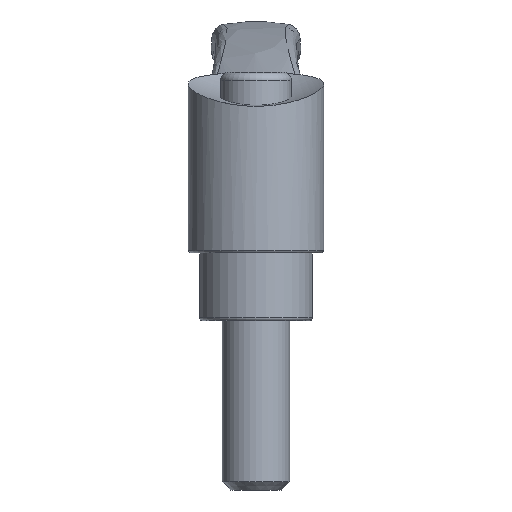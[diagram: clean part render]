
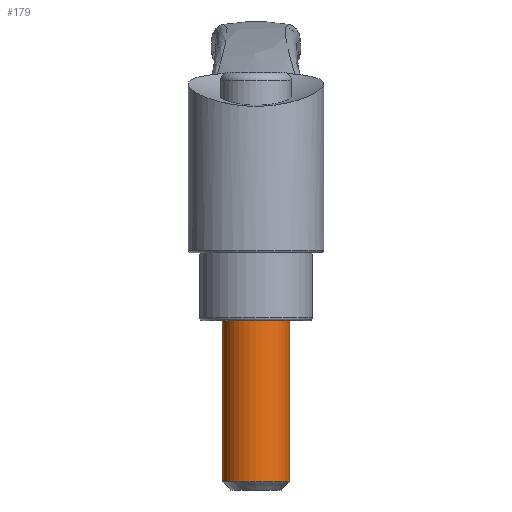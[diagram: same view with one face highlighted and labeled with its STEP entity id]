
A CAD part, left-side view. The second image highlights one B-rep face of the part: STEP entity #179.
In plain terms, the highlighted cylindrical face has radius 6 mm (diameter 12 mm), a full revolution.
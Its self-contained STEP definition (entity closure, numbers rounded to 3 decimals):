
#179 = ADVANCED_FACE( '', ( #374, #375 ), #376, .T. );
#374 = FACE_OUTER_BOUND( '', #2948, .T. );
#375 = FACE_OUTER_BOUND( '', #2949, .T. );
#376 = CYLINDRICAL_SURFACE( '', #2950, 6. );
#2948 = EDGE_LOOP( '', ( #4128 ) );
#2949 = EDGE_LOOP( '', ( #4129 ) );
#2950 = AXIS2_PLACEMENT_3D( '', #4130, #4131, #4132 );
#4128 = ORIENTED_EDGE( '', *, *, #4326, .T. );
#4129 = ORIENTED_EDGE( '', *, *, #4310, .T. );
#4130 = CARTESIAN_POINT( '', ( 0., 0., -42. ) );
#4131 = DIRECTION( '', ( 0., 0., -1. ) );
#4132 = DIRECTION( '', ( 1., 0., 0. ) );
#4310 = EDGE_CURVE( '', #4557, #4557, #4558, .T. );
#4326 = EDGE_CURVE( '', #4579, #4579, #4580, .F. );
#4557 = VERTEX_POINT( '', #5983 );
#4558 = CIRCLE( '', #5984, 6. );
#4579 = VERTEX_POINT( '', #6127 );
#4580 = CIRCLE( '', #6128, 6. );
#5983 = CARTESIAN_POINT( '', ( 0., 6., -12. ) );
#5984 = AXIS2_PLACEMENT_3D( '', #6984, #6985, #6986 );
#6127 = CARTESIAN_POINT( '', ( -6., 0., -40.5 ) );
#6128 = AXIS2_PLACEMENT_3D( '', #7003, #7004, #7005 );
#6984 = CARTESIAN_POINT( '', ( 0., 0., -12. ) );
#6985 = DIRECTION( '', ( 0., 0., -1. ) );
#6986 = DIRECTION( '', ( 0., 1., 0. ) );
#7003 = CARTESIAN_POINT( '', ( 0., 0., -40.5 ) );
#7004 = DIRECTION( '', ( 0., 0., -1. ) );
#7005 = DIRECTION( '', ( -1., 0., 0. ) );
